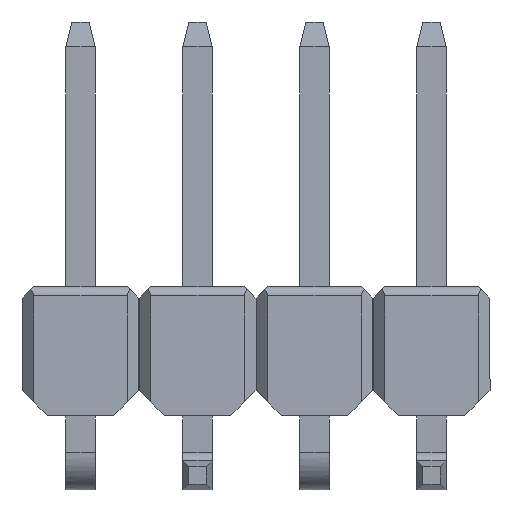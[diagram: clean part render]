
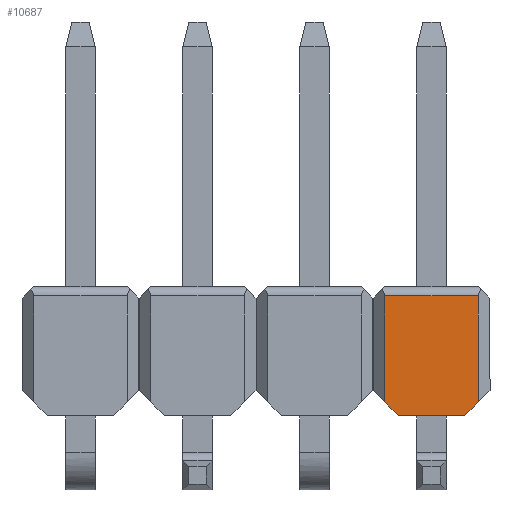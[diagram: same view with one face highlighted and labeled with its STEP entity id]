
A CAD part, front view. The second image highlights one B-rep face of the part: STEP entity #10687.
In plain terms, the highlighted planar face has unit normal (0, -1, 0).
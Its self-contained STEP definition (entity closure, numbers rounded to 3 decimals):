
#75 = CARTESIAN_POINT ( 'NONE',  ( 3.81, -1.25, 4.215 ) ) ;
#295 = EDGE_CURVE ( 'NONE', #6808, #7819, #5189, .T. ) ;
#517 = EDGE_CURVE ( 'NONE', #8361, #6061, #5033, .T. ) ;
#715 = CARTESIAN_POINT ( 'NONE',  ( 2.815, -1.25, 1.89 ) ) ;
#909 = LINE ( 'NONE', #8162, #7545 ) ;
#949 = DIRECTION ( 'NONE',  ( -1., 0., 0. ) ) ;
#1780 = CARTESIAN_POINT ( 'NONE',  ( 4.83, -1.25, 4.215 ) ) ;
#2071 = LINE ( 'NONE', #715, #4075 ) ;
#2242 = CARTESIAN_POINT ( 'NONE',  ( 2.79, -1.25, 4.215 ) ) ;
#2277 = CARTESIAN_POINT ( 'NONE',  ( 4.83, -1.25, 1.615 ) ) ;
#2713 = CARTESIAN_POINT ( 'NONE',  ( 4.83, -1.25, 1.915 ) ) ;
#2730 = CARTESIAN_POINT ( 'NONE',  ( 3.81, -1.25, 1.615 ) ) ;
#2797 = VECTOR ( 'NONE', #8784, 1000. ) ;
#2961 = ORIENTED_EDGE ( 'NONE', *, *, #6088, .T. ) ;
#3091 = FACE_OUTER_BOUND ( 'NONE', #11057, .T. ) ;
#3150 = DIRECTION ( 'NONE',  ( 0., 0., 1. ) ) ;
#3590 = LINE ( 'NONE', #75, #5595 ) ;
#3840 = DIRECTION ( 'NONE',  ( -0.707, 0., -0.707 ) ) ;
#4075 = VECTOR ( 'NONE', #9321, 1000. ) ;
#4111 = CARTESIAN_POINT ( 'NONE',  ( 3.09, -1.25, 1.615 ) ) ;
#4215 = CARTESIAN_POINT ( 'NONE',  ( 4.53, -1.25, 1.615 ) ) ;
#4912 = VECTOR ( 'NONE', #9882, 1000. ) ;
#4987 = EDGE_CURVE ( 'NONE', #10782, #11190, #9410, .T. ) ;
#5033 = LINE ( 'NONE', #7157, #9671 ) ;
#5189 = LINE ( 'NONE', #10596, #4912 ) ;
#5595 = VECTOR ( 'NONE', #949, 1000. ) ;
#5873 = EDGE_CURVE ( 'NONE', #10782, #7819, #2071, .T. ) ;
#6061 = VERTEX_POINT ( 'NONE', #1780 ) ;
#6088 = EDGE_CURVE ( 'NONE', #6061, #6808, #3590, .T. ) ;
#6808 = VERTEX_POINT ( 'NONE', #2242 ) ;
#7157 = CARTESIAN_POINT ( 'NONE',  ( 4.83, -1.25, 2.915 ) ) ;
#7545 = VECTOR ( 'NONE', #3840, 1000. ) ;
#7819 = VERTEX_POINT ( 'NONE', #10272 ) ;
#8083 = ORIENTED_EDGE ( 'NONE', *, *, #295, .T. ) ;
#8104 = ORIENTED_EDGE ( 'NONE', *, *, #5873, .F. ) ;
#8162 = CARTESIAN_POINT ( 'NONE',  ( 4.805, -1.25, 1.89 ) ) ;
#8227 = DIRECTION ( 'NONE',  ( 0., 0., 1. ) ) ;
#8236 = PLANE ( 'NONE',  #11000 ) ;
#8343 = DIRECTION ( 'NONE',  ( 0., -1., 0. ) ) ;
#8361 = VERTEX_POINT ( 'NONE', #2713 ) ;
#8784 = DIRECTION ( 'NONE',  ( 1., 0., 0. ) ) ;
#8898 = ORIENTED_EDGE ( 'NONE', *, *, #4987, .T. ) ;
#9065 = ORIENTED_EDGE ( 'NONE', *, *, #517, .T. ) ;
#9321 = DIRECTION ( 'NONE',  ( -0.707, 0., 0.707 ) ) ;
#9410 = LINE ( 'NONE', #2730, #2797 ) ;
#9671 = VECTOR ( 'NONE', #8227, 1000. ) ;
#9882 = DIRECTION ( 'NONE',  ( 0., 0., -1. ) ) ;
#10072 = EDGE_CURVE ( 'NONE', #8361, #11190, #909, .T. ) ;
#10272 = CARTESIAN_POINT ( 'NONE',  ( 2.79, -1.25, 1.915 ) ) ;
#10319 = ORIENTED_EDGE ( 'NONE', *, *, #10072, .F. ) ;
#10596 = CARTESIAN_POINT ( 'NONE',  ( 2.79, -1.25, 2.915 ) ) ;
#10687 = ADVANCED_FACE ( 'NONE', ( #3091 ), #8236, .T. ) ;
#10782 = VERTEX_POINT ( 'NONE', #4111 ) ;
#11000 = AXIS2_PLACEMENT_3D ( 'NONE', #2277, #8343, #3150 ) ;
#11057 = EDGE_LOOP ( 'NONE', ( #8898, #10319, #9065, #2961, #8083, #8104 ) ) ;
#11190 = VERTEX_POINT ( 'NONE', #4215 ) ;
